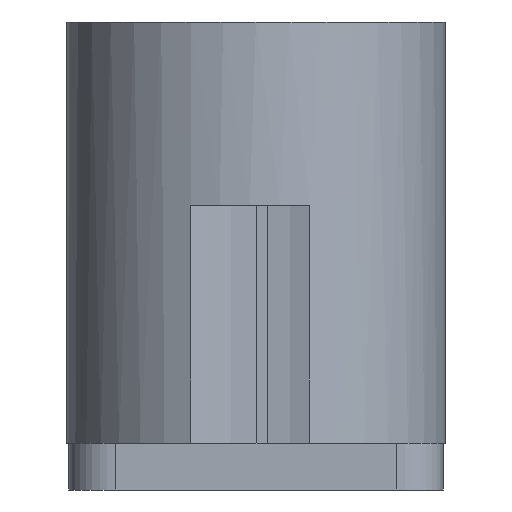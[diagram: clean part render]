
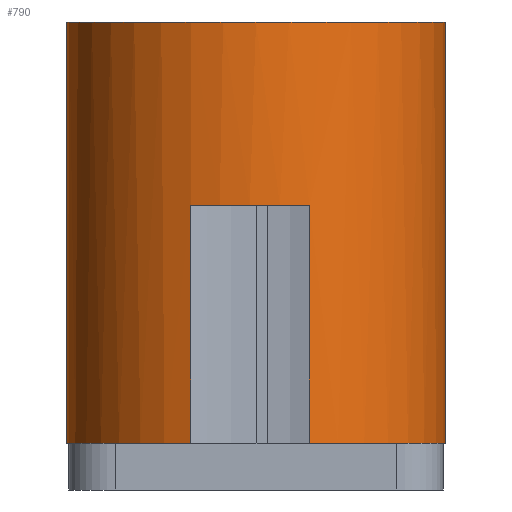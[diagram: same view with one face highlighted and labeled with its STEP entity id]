
A CAD part, front view. The second image highlights one B-rep face of the part: STEP entity #790.
In plain terms, the highlighted cylindrical face has radius 20.25 mm (diameter 40.5 mm), a partial arc.
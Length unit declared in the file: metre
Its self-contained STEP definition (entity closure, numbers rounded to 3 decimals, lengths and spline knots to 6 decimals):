
#42=LINE('',#1193,#121);
#43=LINE('',#1197,#122);
#44=LINE('',#1203,#123);
#45=LINE('',#1207,#124);
#121=VECTOR('',#946,1.);
#122=VECTOR('',#949,1.);
#123=VECTOR('',#954,1.);
#124=VECTOR('',#957,1.);
#204=ORIENTED_EDGE('',*,*,#442,.F.);
#205=ORIENTED_EDGE('',*,*,#443,.T.);
#206=ORIENTED_EDGE('',*,*,#444,.T.);
#207=ORIENTED_EDGE('',*,*,#445,.T.);
#208=ORIENTED_EDGE('',*,*,#446,.F.);
#209=ORIENTED_EDGE('',*,*,#447,.F.);
#210=ORIENTED_EDGE('',*,*,#448,.F.);
#211=ORIENTED_EDGE('',*,*,#449,.T.);
#212=ORIENTED_EDGE('',*,*,#450,.T.);
#213=ORIENTED_EDGE('',*,*,#451,.F.);
#442=EDGE_CURVE('',#561,#562,#635,.T.);
#443=EDGE_CURVE('',#561,#563,#42,.F.);
#444=EDGE_CURVE('',#563,#564,#636,.F.);
#445=EDGE_CURVE('',#564,#565,#43,.T.);
#446=EDGE_CURVE('',#566,#565,#637,.T.);
#447=EDGE_CURVE('',#567,#566,#638,.T.);
#448=EDGE_CURVE('',#568,#567,#44,.T.);
#449=EDGE_CURVE('',#568,#569,#639,.T.);
#450=EDGE_CURVE('',#569,#570,#45,.T.);
#451=EDGE_CURVE('',#562,#570,#640,.T.);
#561=VERTEX_POINT('',#1191);
#562=VERTEX_POINT('',#1192);
#563=VERTEX_POINT('',#1194);
#564=VERTEX_POINT('',#1196);
#565=VERTEX_POINT('',#1198);
#566=VERTEX_POINT('',#1200);
#567=VERTEX_POINT('',#1202);
#568=VERTEX_POINT('',#1204);
#569=VERTEX_POINT('',#1206);
#570=VERTEX_POINT('',#1208);
#635=CIRCLE('',#850,0.02025);
#636=CIRCLE('',#851,0.02025);
#637=CIRCLE('',#852,0.02025);
#638=CIRCLE('',#853,0.02025);
#639=CIRCLE('',#854,0.02025);
#640=CIRCLE('',#855,0.02025);
#672=EDGE_LOOP('',(#204,#205,#206,#207,#208,#209,#210,#211,#212,#213));
#723=FACE_BOUND('',#672,.T.);
#774=CYLINDRICAL_SURFACE('',#849,0.02025);
#790=ADVANCED_FACE('',(#723),#774,.T.);
#849=AXIS2_PLACEMENT_3D('',#1189,#942,#943);
#850=AXIS2_PLACEMENT_3D('',#1190,#944,#945);
#851=AXIS2_PLACEMENT_3D('',#1195,#947,#948);
#852=AXIS2_PLACEMENT_3D('',#1199,#950,#951);
#853=AXIS2_PLACEMENT_3D('',#1201,#952,#953);
#854=AXIS2_PLACEMENT_3D('',#1205,#955,#956);
#855=AXIS2_PLACEMENT_3D('',#1209,#958,#959);
#942=DIRECTION('',(0.,0.,-1.));
#943=DIRECTION('',(-1.,0.,0.));
#944=DIRECTION('',(0.,0.,-1.));
#945=DIRECTION('',(1.,0.,0.));
#946=DIRECTION('',(0.,0.,-1.));
#947=DIRECTION('',(0.,0.,-1.));
#948=DIRECTION('',(-1.,0.,0.));
#949=DIRECTION('',(0.,0.,-1.));
#950=DIRECTION('',(0.,0.,-1.));
#951=DIRECTION('',(1.,0.,0.));
#952=DIRECTION('',(0.,0.,-1.));
#953=DIRECTION('',(1.,0.,0.));
#954=DIRECTION('',(0.,0.,-1.));
#955=DIRECTION('',(0.,0.,-1.));
#956=DIRECTION('',(1.,0.,0.));
#957=DIRECTION('',(0.,0.,-1.));
#958=DIRECTION('',(0.,0.,-1.));
#959=DIRECTION('',(1.,0.,0.));
#1189=CARTESIAN_POINT('',(0.,-0.04445,0.045));
#1190=CARTESIAN_POINT('',(0.,-0.04445,0.));
#1191=CARTESIAN_POINT('',(-0.006985,-0.063457,0.));
#1192=CARTESIAN_POINT('',(-0.02,-0.047622,0.));
#1193=CARTESIAN_POINT('',(-0.006985,-0.063457,0.045));
#1194=CARTESIAN_POINT('',(-0.006985,-0.063457,0.0254));
#1195=CARTESIAN_POINT('',(0.,-0.04445,0.0254));
#1196=CARTESIAN_POINT('',(0.005715,-0.063877,0.0254));
#1197=CARTESIAN_POINT('',(0.005715,-0.063877,0.045));
#1198=CARTESIAN_POINT('',(0.005715,-0.063877,0.));
#1199=CARTESIAN_POINT('',(0.,-0.04445,0.));
#1200=CARTESIAN_POINT('',(0.02,-0.047622,0.));
#1201=CARTESIAN_POINT('',(0.,-0.04445,0.));
#1202=CARTESIAN_POINT('',(0.02025,-0.04445,0.));
#1203=CARTESIAN_POINT('',(0.02025,-0.04445,0.045));
#1204=CARTESIAN_POINT('',(0.02025,-0.04445,0.045));
#1205=CARTESIAN_POINT('',(0.,-0.04445,0.045));
#1206=CARTESIAN_POINT('',(-0.02025,-0.04445,0.045));
#1207=CARTESIAN_POINT('',(-0.02025,-0.04445,0.045));
#1208=CARTESIAN_POINT('',(-0.02025,-0.04445,0.));
#1209=CARTESIAN_POINT('',(0.,-0.04445,0.));
